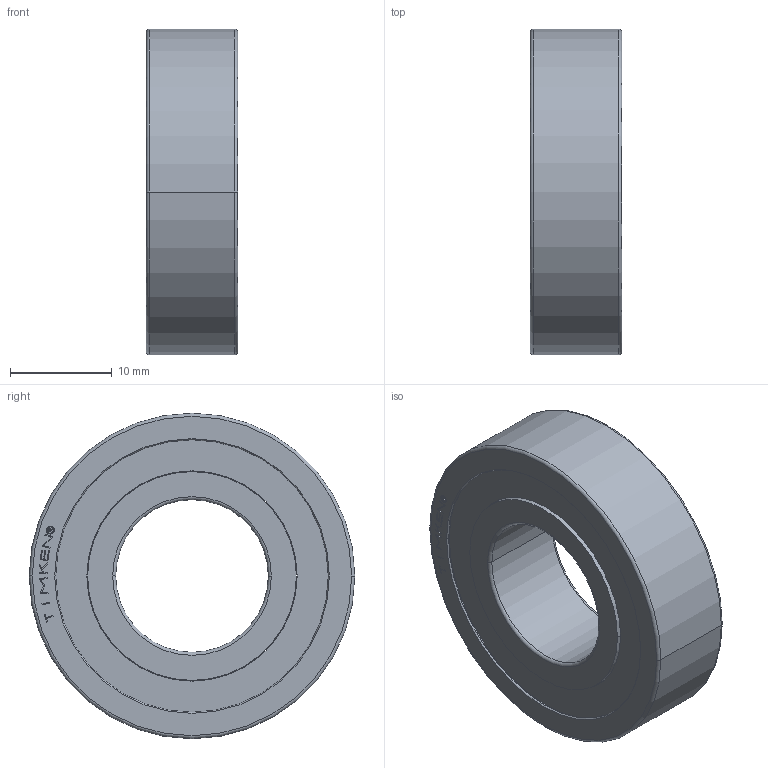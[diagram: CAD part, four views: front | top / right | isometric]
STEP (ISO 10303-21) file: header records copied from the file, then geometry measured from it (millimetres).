
FILE_DESCRIPTION(('starvars output'),'1');
FILE_NAME('6002-ZZ-C3.stp','17:55:38 2023/12/13',('TraceParts'),(' '),'Spatial InterOp 3D',' ',' ');
FILE_SCHEMA(('AUTOMOTIVE_DESIGN { 1 0 10303 214 3 1 1 }'));
Length unit declared in the file: millimetre
Products named in the file (1): 1
Bounding box: 9 x 32 x 32 mm (x, y, z)
Volume: 4441.6 mm3; surface area: 5470 mm2
Topology: 3 solids, 3 shells, 348 faces, 1000 edges, 648 vertices
Faces by surface type: plane 172, torus 80, sphere 60, cylinder 36
Entity records: 15591 total; most frequent: CARTESIAN_POINT 3709, DIRECTION 1932, ORIENTED_EDGE 1880, EDGE_CURVE 940, AXIS2_PLACEMENT_3D 731, VERTEX_POINT 648, LINE 470, VECTOR 470
